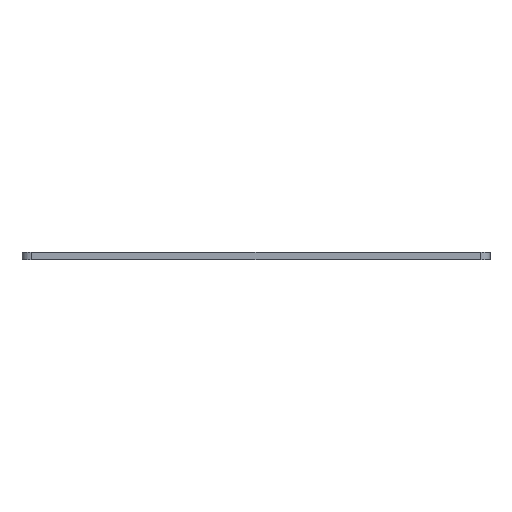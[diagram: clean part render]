
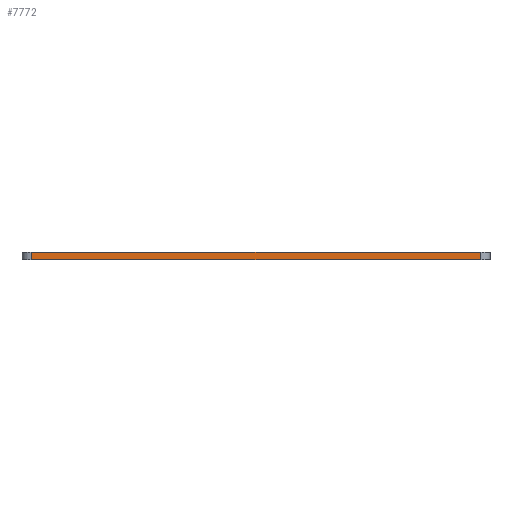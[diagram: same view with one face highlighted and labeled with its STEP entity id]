
A CAD part, front view. The second image highlights one B-rep face of the part: STEP entity #7772.
In plain terms, the highlighted planar face has unit normal (0, -1, 0).
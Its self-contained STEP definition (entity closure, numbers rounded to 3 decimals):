
#1281=FACE_OUTER_BOUND('',#2154,.T.);
#2154=EDGE_LOOP('',(#6221,#6222,#6223,#6224));
#2516=LINE('',#11335,#3101);
#2520=LINE('',#11352,#3105);
#2629=LINE('',#12061,#3214);
#2740=LINE('',#12776,#3325);
#3101=VECTOR('',#9021,1.);
#3105=VECTOR('',#9039,1.);
#3214=VECTOR('',#9640,1.);
#3325=VECTOR('',#10247,1.);
#3686=VERTEX_POINT('',#11332);
#3687=VERTEX_POINT('',#11334);
#3693=VERTEX_POINT('',#11350);
#4047=VERTEX_POINT('',#12060);
#4409=EDGE_CURVE('',#3686,#3687,#2516,.T.);
#4418=EDGE_CURVE('',#3693,#3686,#2520,.T.);
#4772=EDGE_CURVE('',#4047,#3687,#2629,.T.);
#5130=EDGE_CURVE('',#3693,#4047,#2740,.T.);
#6221=ORIENTED_EDGE('',*,*,#5130,.T.);
#6222=ORIENTED_EDGE('',*,*,#4772,.T.);
#6223=ORIENTED_EDGE('',*,*,#4409,.F.);
#6224=ORIENTED_EDGE('',*,*,#4418,.F.);
#7656=PLANE('',#8648);
#7772=ADVANCED_FACE('',(#1281),#7656,.T.);
#8648=AXIS2_PLACEMENT_3D('',#12775,#10245,#10246);
#9021=DIRECTION('',(0.,0.,1.));
#9039=DIRECTION('',(-1.,0.,0.));
#9640=DIRECTION('',(-1.,0.,0.));
#10245=DIRECTION('center_axis',(0.,-1.,
0.));
#10246=DIRECTION('ref_axis',(-1.,0.,0.));
#10247=DIRECTION('',(0.,0.,1.));
#11332=CARTESIAN_POINT('',(2.,-131.318,0.));
#11334=CARTESIAN_POINT('',(2.,-131.318,1.6));
#11335=CARTESIAN_POINT('',(2.,-131.318,0.));
#11350=CARTESIAN_POINT('',(96.258,-131.301,0.));
#11352=CARTESIAN_POINT('',(96.258,-131.301,0.));
#12060=CARTESIAN_POINT('',(96.258,-131.301,1.6));
#12061=CARTESIAN_POINT('',(96.258,-131.301,1.6));
#12775=CARTESIAN_POINT('Origin',(96.258,-131.301,0.));
#12776=CARTESIAN_POINT('',(96.258,-131.301,0.));
